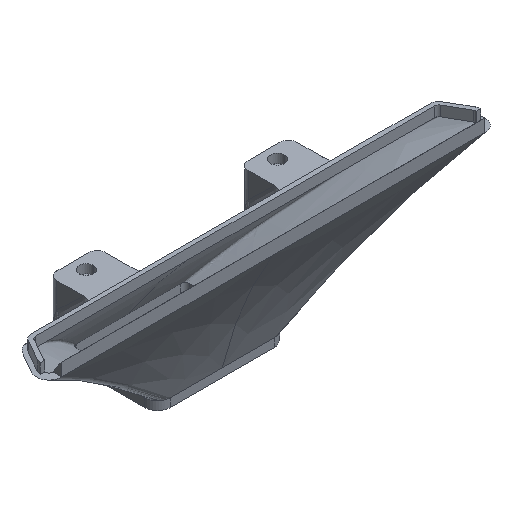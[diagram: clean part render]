
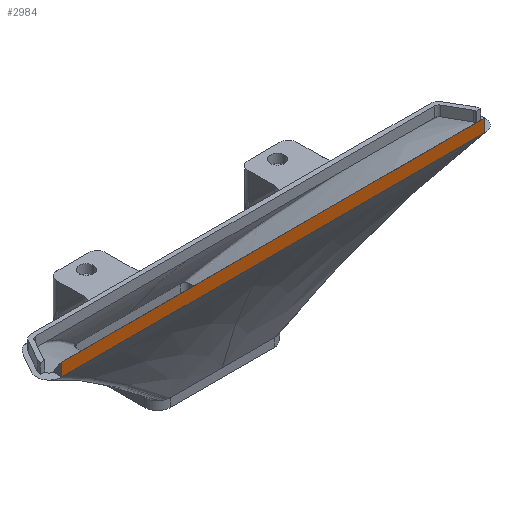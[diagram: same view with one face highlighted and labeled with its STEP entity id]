
A CAD part, isometric view. The second image highlights one B-rep face of the part: STEP entity #2984.
In plain terms, the highlighted planar face has unit normal (0, -1, 0).
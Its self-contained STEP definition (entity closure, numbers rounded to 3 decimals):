
#261 = CARTESIAN_POINT ( 'NONE',  ( 49.809, 2., -8. ) ) ;
#359 = VERTEX_POINT ( 'NONE', #4288 ) ;
#467 = DIRECTION ( 'NONE',  ( 0., 0., -1. ) ) ;
#662 = CARTESIAN_POINT ( 'NONE',  ( 49.809, 2., -8. ) ) ;
#816 = VECTOR ( 'NONE', #916, 1000. ) ;
#855 = DIRECTION ( 'NONE',  ( 0., 0., -1. ) ) ;
#916 = DIRECTION ( 'NONE',  ( -1., 0., 0. ) ) ;
#927 = CARTESIAN_POINT ( 'NONE',  ( 49.809, 2., -5. ) ) ;
#1114 = EDGE_CURVE ( 'NONE', #359, #2603, #3235, .T. ) ;
#1315 = ORIENTED_EDGE ( 'NONE', *, *, #2411, .F. ) ;
#1407 = AXIS2_PLACEMENT_3D ( 'NONE', #3817, #4182, #2792 ) ;
#1453 = ORIENTED_EDGE ( 'NONE', *, *, #1114, .T. ) ;
#1680 = CARTESIAN_POINT ( 'NONE',  ( 49.809, 2.001, -5. ) ) ;
#1701 = DIRECTION ( 'NONE',  ( -1., 0., 0. ) ) ;
#1796 = VERTEX_POINT ( 'NONE', #1680 ) ;
#1828 = VECTOR ( 'NONE', #467, 1000. ) ;
#1859 = CARTESIAN_POINT ( 'NONE',  ( 49.809, 2., -8. ) ) ;
#2081 = CARTESIAN_POINT ( 'NONE',  ( -49.809, 2., -5. ) ) ;
#2107 = VERTEX_POINT ( 'NONE', #662 ) ;
#2285 = EDGE_CURVE ( 'NONE', #4305, #2603, #3959, .T. ) ;
#2309 = EDGE_CURVE ( 'NONE', #359, #1796, #2620, .T. ) ;
#2411 = EDGE_CURVE ( 'NONE', #1796, #2107, #2856, .T. ) ;
#2433 = LINE ( 'NONE', #1859, #816 ) ;
#2603 = VERTEX_POINT ( 'NONE', #3964 ) ;
#2620 = LINE ( 'NONE', #4868, #3597 ) ;
#2792 = DIRECTION ( 'NONE',  ( -1., 0., 0. ) ) ;
#2856 = LINE ( 'NONE', #927, #1828 ) ;
#2975 = FACE_OUTER_BOUND ( 'NONE', #4690, .T. ) ;
#2984 = ADVANCED_FACE ( 'NONE', ( #2975 ), #3894, .F. ) ;
#3235 = LINE ( 'NONE', #2081, #4277 ) ;
#3479 = CARTESIAN_POINT ( 'NONE',  ( 0., 2., -8. ) ) ;
#3597 = VECTOR ( 'NONE', #4708, 1000. ) ;
#3612 = ORIENTED_EDGE ( 'NONE', *, *, #4680, .F. ) ;
#3817 = CARTESIAN_POINT ( 'NONE',  ( 49.809, 2., -5. ) ) ;
#3894 = PLANE ( 'NONE',  #1407 ) ;
#3959 = LINE ( 'NONE', #261, #4677 ) ;
#3964 = CARTESIAN_POINT ( 'NONE',  ( -49.809, 2., -8. ) ) ;
#3984 = ORIENTED_EDGE ( 'NONE', *, *, #2309, .F. ) ;
#4182 = DIRECTION ( 'NONE',  ( 0., 1., 0. ) ) ;
#4277 = VECTOR ( 'NONE', #855, 1000. ) ;
#4288 = CARTESIAN_POINT ( 'NONE',  ( -49.809, 2., -5. ) ) ;
#4305 = VERTEX_POINT ( 'NONE', #3479 ) ;
#4677 = VECTOR ( 'NONE', #1701, 1000. ) ;
#4680 = EDGE_CURVE ( 'NONE', #2107, #4305, #2433, .T. ) ;
#4690 = EDGE_LOOP ( 'NONE', ( #3612, #1315, #3984, #1453, #4891 ) ) ;
#4708 = DIRECTION ( 'NONE',  ( 1., 0., 0. ) ) ;
#4868 = CARTESIAN_POINT ( 'NONE',  ( 49.809, 2., -5. ) ) ;
#4891 = ORIENTED_EDGE ( 'NONE', *, *, #2285, .F. ) ;
